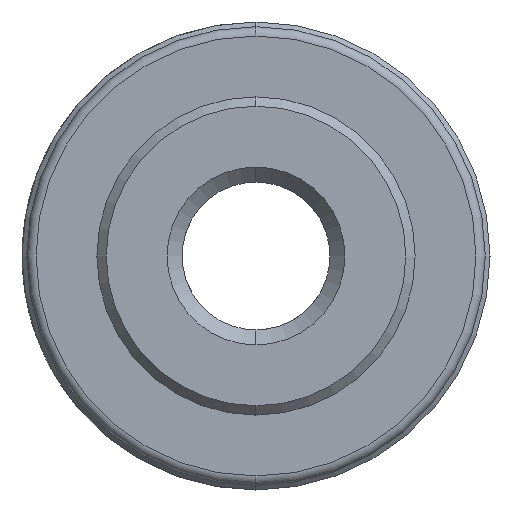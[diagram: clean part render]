
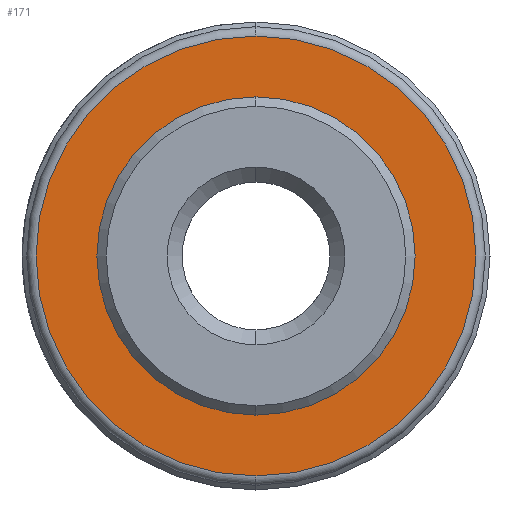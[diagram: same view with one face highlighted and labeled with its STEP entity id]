
A CAD part, left-side view. The second image highlights one B-rep face of the part: STEP entity #171.
In plain terms, the highlighted planar face has unit normal (-1, 0, 0).
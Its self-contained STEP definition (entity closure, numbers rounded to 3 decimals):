
#40 = VERTEX_POINT ( 'NONE', #789 ) ;
#47 = AXIS2_PLACEMENT_3D ( 'NONE', #448, #424, #1458 ) ;
#50 = ORIENTED_EDGE ( 'NONE', *, *, #756, .F. ) ;
#53 = DIRECTION ( 'NONE',  ( 0., 0., 1. ) ) ;
#69 = DIRECTION ( 'NONE',  ( 0., 0., 1. ) ) ;
#76 = DIRECTION ( 'NONE',  ( -1., 0., 0. ) ) ;
#93 = VERTEX_POINT ( 'NONE', #1051 ) ;
#171 = ADVANCED_FACE ( 'NONE', ( #1434, #1160 ), #830, .F. ) ;
#269 = CARTESIAN_POINT ( 'NONE',  ( -34., 7.808, 0. ) ) ;
#424 = DIRECTION ( 'NONE',  ( -1., 0., 0. ) ) ;
#448 = CARTESIAN_POINT ( 'NONE',  ( -34., 0., 0. ) ) ;
#454 = EDGE_LOOP ( 'NONE', ( #1240, #485 ) ) ;
#485 = ORIENTED_EDGE ( 'NONE', *, *, #910, .T. ) ;
#529 = AXIS2_PLACEMENT_3D ( 'NONE', #1431, #739, #53 ) ;
#544 = AXIS2_PLACEMENT_3D ( 'NONE', #269, #1181, #1306 ) ;
#547 = VERTEX_POINT ( 'NONE', #684 ) ;
#614 = CIRCLE ( 'NONE', #529, 7.808 ) ;
#684 = CARTESIAN_POINT ( 'NONE',  ( -34., 0., -7.808 ) ) ;
#739 = DIRECTION ( 'NONE',  ( -1., 0., 0. ) ) ;
#740 = AXIS2_PLACEMENT_3D ( 'NONE', #965, #975, #982 ) ;
#742 = ORIENTED_EDGE ( 'NONE', *, *, #1379, .F. ) ;
#747 = EDGE_CURVE ( 'NONE', #931, #40, #1484, .T. ) ;
#756 = EDGE_CURVE ( 'NONE', #547, #93, #1186, .T. ) ;
#766 = CARTESIAN_POINT ( 'NONE',  ( -34., 0., 0. ) ) ;
#777 = EDGE_LOOP ( 'NONE', ( #742, #50 ) ) ;
#789 = CARTESIAN_POINT ( 'NONE',  ( -34., 0., -11.75 ) ) ;
#830 = PLANE ( 'NONE',  #544 ) ;
#910 = EDGE_CURVE ( 'NONE', #40, #931, #1350, .T. ) ;
#931 = VERTEX_POINT ( 'NONE', #956 ) ;
#956 = CARTESIAN_POINT ( 'NONE',  ( -34., 0., 11.75 ) ) ;
#965 = CARTESIAN_POINT ( 'NONE',  ( -34., 0., 0. ) ) ;
#975 = DIRECTION ( 'NONE',  ( -1., 0., 0. ) ) ;
#982 = DIRECTION ( 'NONE',  ( 0., 0., 1. ) ) ;
#1051 = CARTESIAN_POINT ( 'NONE',  ( -34., 0., 7.808 ) ) ;
#1160 = FACE_OUTER_BOUND ( 'NONE', #454, .T. ) ;
#1181 = DIRECTION ( 'NONE',  ( 1., 0., 0. ) ) ;
#1186 = CIRCLE ( 'NONE', #47, 7.808 ) ;
#1240 = ORIENTED_EDGE ( 'NONE', *, *, #747, .T. ) ;
#1306 = DIRECTION ( 'NONE',  ( 0., 0., -1. ) ) ;
#1350 = CIRCLE ( 'NONE', #740, 11.75 ) ;
#1379 = EDGE_CURVE ( 'NONE', #93, #547, #614, .T. ) ;
#1431 = CARTESIAN_POINT ( 'NONE',  ( -34., 0., 0. ) ) ;
#1434 = FACE_BOUND ( 'NONE', #777, .T. ) ;
#1458 = DIRECTION ( 'NONE',  ( 0., 0., 1. ) ) ;
#1460 = AXIS2_PLACEMENT_3D ( 'NONE', #766, #76, #69 ) ;
#1484 = CIRCLE ( 'NONE', #1460, 11.75 ) ;
